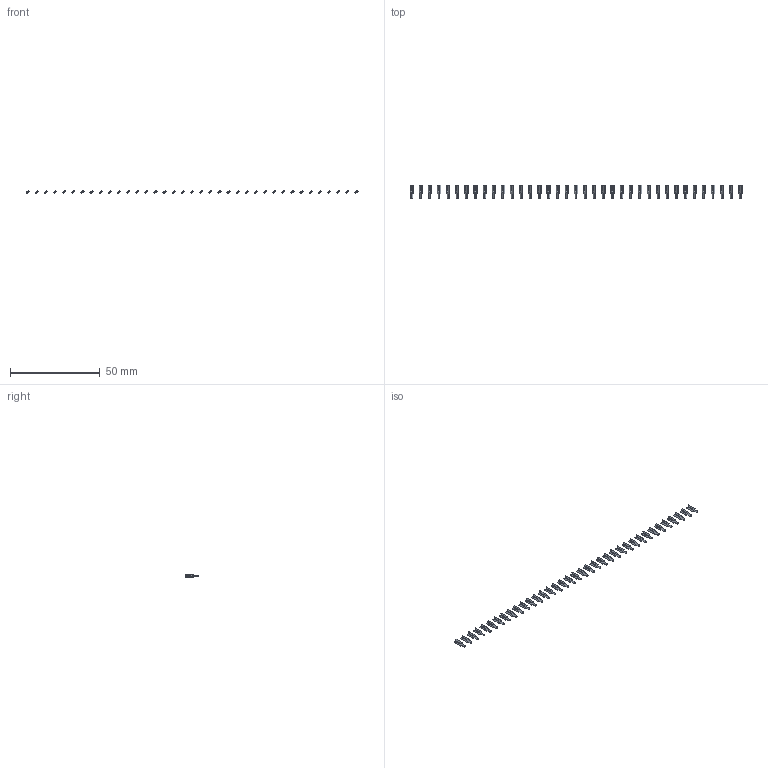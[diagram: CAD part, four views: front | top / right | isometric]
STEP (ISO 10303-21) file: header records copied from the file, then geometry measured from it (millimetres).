
FILE_DESCRIPTION (( 'STEP AP203' ), '1' );
FILE_NAME ('106-037-253-200.STEP', '2020-04-16T19:57:22', ( '' ), ( '' ), 'SwSTEP 2.0', 'SolidWorks 2016', '' );
FILE_SCHEMA (( 'CONFIG_CONTROL_DESIGN' ));
Length unit declared in the file: inch
Products named in the file (2): 106-037-253-200; 100-290-001_100-290-253
Assembly tree (37 placements, depth 2):
  106-037-253-200
    100-290-001_100-290-253  x37
Bounding box: 184.68 x 7.62 x 1.8 mm (x, y, z)
Volume: 204.2 mm3; surface area: 1273.1 mm2
Topology: 37 solids, 37 shells, 740 faces, 1998 edges, 1332 vertices
Faces by surface type: plane 703, cylinder 37
Entity records: 1972 total; most frequent: DIRECTION 176, CARTESIAN_POINT 150, ORIENTED_EDGE 108, LOCAL_TIME 84, CALENDAR_DATE 84, COORDINATED_UNIVERSAL_TIME_OFFSET 84, DATE_AND_TIME 84, AXIS2_PLACEMENT_3D 62
